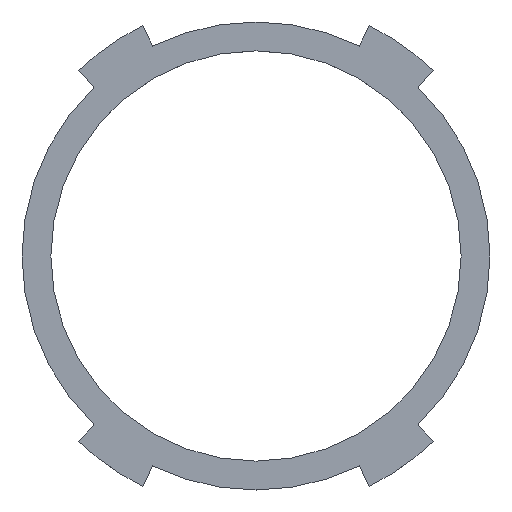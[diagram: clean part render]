
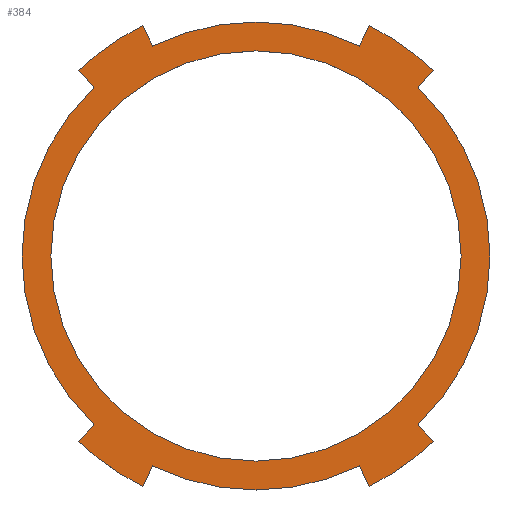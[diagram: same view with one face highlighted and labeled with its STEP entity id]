
A CAD part, top view. The second image highlights one B-rep face of the part: STEP entity #384.
In plain terms, the highlighted planar face has unit normal (0, 0, 1).
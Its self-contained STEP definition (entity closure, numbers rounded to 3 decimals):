
#19=FACE_BOUND('',#96,.T.);
#20=CIRCLE('',#389,54.3);
#23=CIRCLE('',#394,49.5);
#24=CIRCLE('',#396,49.5);
#26=CIRCLE('',#400,54.3);
#28=CIRCLE('',#404,49.5);
#30=CIRCLE('',#408,54.3);
#33=CIRCLE('',#413,49.5);
#34=CIRCLE('',#416,54.3);
#39=CIRCLE('',#424,43.4);
#70=FACE_OUTER_BOUND('',#95,.T.);
#95=EDGE_LOOP('',(#336,#337,#338,#339,#340,#341,#342,#343,#344,#345,#346,
#347,#348,#349,#350,#351));
#96=EDGE_LOOP('',(#352));
#97=LINE('',#548,#129);
#102=LINE('',#562,#134);
#107=LINE('',#580,#139);
#111=LINE('',#592,#143);
#115=LINE('',#605,#147);
#120=LINE('',#618,#152);
#123=LINE('',#628,#155);
#127=LINE('',#639,#159);
#129=VECTOR('',#432,4.8);
#134=VECTOR('',#445,4.8);
#139=VECTOR('',#464,4.8);
#143=VECTOR('',#476,4.8);
#147=VECTOR('',#488,4.8);
#152=VECTOR('',#501,4.8);
#155=VECTOR('',#512,4.8);
#159=VECTOR('',#524,4.8);
#161=VERTEX_POINT('',#546);
#162=VERTEX_POINT('',#547);
#165=VERTEX_POINT('',#555);
#167=VERTEX_POINT('',#561);
#170=VERTEX_POINT('',#569);
#171=VERTEX_POINT('',#573);
#173=VERTEX_POINT('',#579);
#175=VERTEX_POINT('',#585);
#177=VERTEX_POINT('',#591);
#179=VERTEX_POINT('',#597);
#181=VERTEX_POINT('',#603);
#182=VERTEX_POINT('',#604);
#185=VERTEX_POINT('',#612);
#188=VERTEX_POINT('',#623);
#189=VERTEX_POINT('',#627);
#191=VERTEX_POINT('',#633);
#196=VERTEX_POINT('',#649);
#197=EDGE_CURVE('',#161,#162,#97,.T.);
#201=EDGE_CURVE('',#162,#165,#20,.T.);
#204=EDGE_CURVE('',#165,#167,#102,.T.);
#209=EDGE_CURVE('',#167,#170,#23,.T.);
#210=EDGE_CURVE('',#171,#161,#24,.T.);
#213=EDGE_CURVE('',#171,#173,#107,.T.);
#216=EDGE_CURVE('',#173,#175,#26,.T.);
#219=EDGE_CURVE('',#175,#177,#111,.T.);
#222=EDGE_CURVE('',#179,#177,#28,.T.);
#225=EDGE_CURVE('',#181,#182,#115,.T.);
#229=EDGE_CURVE('',#182,#185,#30,.T.);
#232=EDGE_CURVE('',#185,#170,#120,.T.);
#236=EDGE_CURVE('',#181,#188,#33,.T.);
#237=EDGE_CURVE('',#188,#189,#123,.T.);
#240=EDGE_CURVE('',#189,#191,#34,.T.);
#243=EDGE_CURVE('',#191,#179,#127,.T.);
#248=EDGE_CURVE('',#196,#196,#39,.T.);
#336=ORIENTED_EDGE('',*,*,#222,.T.);
#337=ORIENTED_EDGE('',*,*,#219,.F.);
#338=ORIENTED_EDGE('',*,*,#216,.F.);
#339=ORIENTED_EDGE('',*,*,#213,.F.);
#340=ORIENTED_EDGE('',*,*,#210,.T.);
#341=ORIENTED_EDGE('',*,*,#197,.T.);
#342=ORIENTED_EDGE('',*,*,#201,.T.);
#343=ORIENTED_EDGE('',*,*,#204,.T.);
#344=ORIENTED_EDGE('',*,*,#209,.T.);
#345=ORIENTED_EDGE('',*,*,#232,.F.);
#346=ORIENTED_EDGE('',*,*,#229,.F.);
#347=ORIENTED_EDGE('',*,*,#225,.F.);
#348=ORIENTED_EDGE('',*,*,#236,.T.);
#349=ORIENTED_EDGE('',*,*,#237,.T.);
#350=ORIENTED_EDGE('',*,*,#240,.T.);
#351=ORIENTED_EDGE('',*,*,#243,.T.);
#352=ORIENTED_EDGE('',*,*,#248,.T.);
#363=PLANE('',#427);
#384=ADVANCED_FACE('',(#70,#19),#363,.T.);
#389=AXIS2_PLACEMENT_3D('',#556,#438,#439);
#394=AXIS2_PLACEMENT_3D('',#571,#453,#454);
#396=AXIS2_PLACEMENT_3D('',#574,#457,#458);
#400=AXIS2_PLACEMENT_3D('',#586,#469,#470);
#404=AXIS2_PLACEMENT_3D('',#598,#481,#482);
#408=AXIS2_PLACEMENT_3D('',#613,#494,#495);
#413=AXIS2_PLACEMENT_3D('',#625,#508,#509);
#416=AXIS2_PLACEMENT_3D('',#634,#517,#518);
#424=AXIS2_PLACEMENT_3D('',#650,#536,#537);
#427=AXIS2_PLACEMENT_3D('',#653,#542,#543);
#432=DIRECTION('',(0.692,0.722,0.));
#438=DIRECTION('center_axis',(0.,0.,
1.));
#439=DIRECTION('ref_axis',(0.692,0.722,0.));
#445=DIRECTION('',(-0.442,-0.897,0.));
#453=DIRECTION('center_axis',(0.,0.,1.));
#454=DIRECTION('ref_axis',(-1.,0.,0.));
#457=DIRECTION('center_axis',(0.,0.,1.));
#458=DIRECTION('ref_axis',(-1.,0.,0.));
#464=DIRECTION('',(0.692,-0.722,0.));
#469=DIRECTION('center_axis',(0.,0.,-1.));
#470=DIRECTION('ref_axis',(0.692,-0.722,0.));
#476=DIRECTION('',(-0.442,0.897,0.));
#481=DIRECTION('center_axis',(0.,0.,1.));
#482=DIRECTION('ref_axis',(-1.,0.,0.));
#488=DIRECTION('',(-0.692,0.722,0.));
#494=DIRECTION('center_axis',(0.,0.,-1.));
#495=DIRECTION('ref_axis',(-0.692,0.722,0.));
#501=DIRECTION('',(0.442,-0.897,0.));
#508=DIRECTION('center_axis',(0.,0.,1.));
#509=DIRECTION('ref_axis',(-1.,0.,0.));
#512=DIRECTION('',(-0.692,-0.722,0.));
#517=DIRECTION('center_axis',(0.,0.,1.));
#518=DIRECTION('ref_axis',(-0.692,-0.722,0.));
#524=DIRECTION('',(0.442,0.897,0.));
#536=DIRECTION('center_axis',(0.,0.,-1.));
#537=DIRECTION('ref_axis',(-1.,0.,0.));
#542=DIRECTION('center_axis',(0.,0.,1.));
#543=DIRECTION('ref_axis',(1.,0.,0.));
#546=CARTESIAN_POINT('',(34.274,35.715,2.));
#547=CARTESIAN_POINT('',(37.597,39.178,2.));
#548=CARTESIAN_POINT('',(34.274,35.715,2.));
#555=CARTESIAN_POINT('',(23.999,48.709,2.));
#556=CARTESIAN_POINT('Origin',(0.,0.,2.));
#561=CARTESIAN_POINT('',(21.878,44.403,2.));
#562=CARTESIAN_POINT('',(23.999,48.709,2.));
#569=CARTESIAN_POINT('',(-21.878,44.403,2.));
#571=CARTESIAN_POINT('Origin',(0.,0.,2.));
#573=CARTESIAN_POINT('',(34.274,-35.715,2.));
#574=CARTESIAN_POINT('Origin',(0.,0.,2.));
#579=CARTESIAN_POINT('',(37.597,-39.178,2.));
#580=CARTESIAN_POINT('',(34.274,-35.715,2.));
#585=CARTESIAN_POINT('',(23.999,-48.709,2.));
#586=CARTESIAN_POINT('Origin',(0.,0.,2.));
#591=CARTESIAN_POINT('',(21.878,-44.403,2.));
#592=CARTESIAN_POINT('',(23.999,-48.709,2.));
#597=CARTESIAN_POINT('',(-21.878,-44.403,2.));
#598=CARTESIAN_POINT('Origin',(0.,0.,2.));
#603=CARTESIAN_POINT('',(-34.274,35.715,2.));
#604=CARTESIAN_POINT('',(-37.597,39.178,2.));
#605=CARTESIAN_POINT('',(-34.274,35.715,2.));
#612=CARTESIAN_POINT('',(-23.999,48.709,2.));
#613=CARTESIAN_POINT('Origin',(0.,0.,2.));
#618=CARTESIAN_POINT('',(-23.999,48.709,2.));
#623=CARTESIAN_POINT('',(-34.274,-35.715,2.));
#625=CARTESIAN_POINT('Origin',(0.,0.,2.));
#627=CARTESIAN_POINT('',(-37.597,-39.178,2.));
#628=CARTESIAN_POINT('',(-34.274,-35.715,2.));
#633=CARTESIAN_POINT('',(-23.999,-48.709,2.));
#634=CARTESIAN_POINT('Origin',(0.,0.,2.));
#639=CARTESIAN_POINT('',(-23.999,-48.709,2.));
#649=CARTESIAN_POINT('',(43.4,0.,2.));
#650=CARTESIAN_POINT('Origin',(0.,0.,2.));
#653=CARTESIAN_POINT('Origin',(0.,0.,2.));
